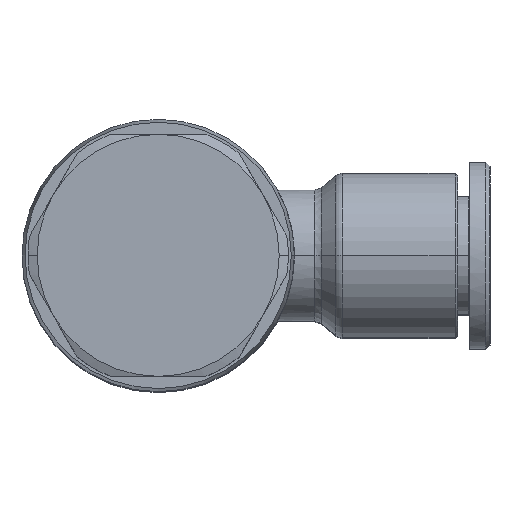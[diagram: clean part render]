
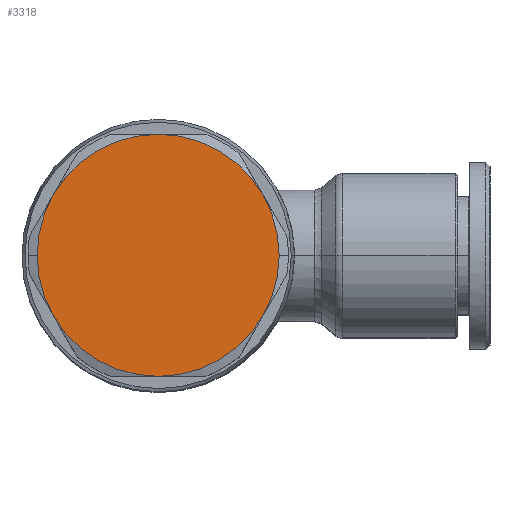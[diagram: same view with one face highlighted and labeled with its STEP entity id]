
A CAD part, top view. The second image highlights one B-rep face of the part: STEP entity #3318.
In plain terms, the highlighted planar face has unit normal (0, 0, 1).
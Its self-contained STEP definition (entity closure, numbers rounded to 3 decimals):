
#2242=CARTESIAN_POINT('',(-3.1,0.,16.));
#2243=VERTEX_POINT('',#2242);
#2250=CARTESIAN_POINT('',(-1.492,6.,16.));
#2251=VERTEX_POINT('',#2250);
#2252=CARTESIAN_POINT('',(8.9,0.,16.));
#2253=DIRECTION('',(0.0,0.0,1.0));
#2254=DIRECTION('',(1.0,0.0,0.0));
#2255=AXIS2_PLACEMENT_3D('',#2252,#2253,#2254);
#2256=CIRCLE('',#2255,12.);
#2257=EDGE_CURVE('',#2251,#2243,#2256,.T.);
#2281=CARTESIAN_POINT('',(20.9,0.,16.));
#2282=VERTEX_POINT('',#2281);
#2290=CARTESIAN_POINT('',(19.292,6.,16.));
#2291=VERTEX_POINT('',#2290);
#2305=CARTESIAN_POINT('',(8.9,0.,16.));
#2306=DIRECTION('',(0.0,0.0,1.0));
#2307=DIRECTION('',(1.0,0.0,0.0));
#2308=AXIS2_PLACEMENT_3D('',#2305,#2306,#2307);
#2309=CIRCLE('',#2308,12.);
#2310=EDGE_CURVE('',#2282,#2291,#2309,.T.);
#2732=CARTESIAN_POINT('',(8.9,12.,16.));
#2733=VERTEX_POINT('',#2732);
#2769=CARTESIAN_POINT('',(8.9,0.,16.));
#2770=DIRECTION('',(0.0,0.0,1.0));
#2771=DIRECTION('',(1.0,0.0,0.0));
#2772=AXIS2_PLACEMENT_3D('',#2769,#2770,#2771);
#2773=CIRCLE('',#2772,12.);
#2774=EDGE_CURVE('',#2733,#2251,#2773,.T.);
#2821=CARTESIAN_POINT('',(8.9,0.,16.));
#2822=DIRECTION('',(0.0,0.0,1.0));
#2823=DIRECTION('',(1.0,0.0,0.0));
#2824=AXIS2_PLACEMENT_3D('',#2821,#2822,#2823);
#2825=CIRCLE('',#2824,12.);
#2826=EDGE_CURVE('',#2291,#2733,#2825,.T.);
#2837=CARTESIAN_POINT('',(19.292,-6.,16.0));
#2838=VERTEX_POINT('',#2837);
#2839=CARTESIAN_POINT('',(8.9,0.,16.));
#2840=DIRECTION('',(0.0,0.0,1.0));
#2841=DIRECTION('',(1.0,0.0,0.0));
#2842=AXIS2_PLACEMENT_3D('',#2839,#2840,#2841);
#2843=CIRCLE('',#2842,12.);
#2844=EDGE_CURVE('',#2838,#2282,#2843,.T.);
#2891=CARTESIAN_POINT('',(8.9,-12.,16.0));
#2892=VERTEX_POINT('',#2891);
#2893=CARTESIAN_POINT('',(8.9,0.,16.));
#2894=DIRECTION('',(0.0,0.0,1.0));
#2895=DIRECTION('',(1.0,0.0,0.0));
#2896=AXIS2_PLACEMENT_3D('',#2893,#2894,#2895);
#2897=CIRCLE('',#2896,12.);
#2898=EDGE_CURVE('',#2892,#2838,#2897,.T.);
#2945=CARTESIAN_POINT('',(-1.492,-6.,16.));
#2946=VERTEX_POINT('',#2945);
#2947=CARTESIAN_POINT('',(8.9,0.,16.));
#2948=DIRECTION('',(0.0,0.0,1.0));
#2949=DIRECTION('',(1.0,0.0,0.0));
#2950=AXIS2_PLACEMENT_3D('',#2947,#2948,#2949);
#2951=CIRCLE('',#2950,12.);
#2952=EDGE_CURVE('',#2946,#2892,#2951,.T.);
#3007=CARTESIAN_POINT('',(8.9,0.,16.));
#3008=DIRECTION('',(0.0,0.0,1.0));
#3009=DIRECTION('',(1.0,0.0,0.0));
#3010=AXIS2_PLACEMENT_3D('',#3007,#3008,#3009);
#3011=CIRCLE('',#3010,12.);
#3012=EDGE_CURVE('',#2243,#2946,#3011,.T.);
#3303=CARTESIAN_POINT('',(8.9,0.,16.));
#3304=DIRECTION('',(0.0,0.0,1.0));
#3305=DIRECTION('',(1.0,0.0,0.0));
#3306=AXIS2_PLACEMENT_3D('',#3303,#3304,#3305);
#3307=PLANE('',#3306);
#3308=ORIENTED_EDGE('',*,*,#2257,.T.);
#3309=ORIENTED_EDGE('',*,*,#3012,.T.);
#3310=ORIENTED_EDGE('',*,*,#2952,.T.);
#3311=ORIENTED_EDGE('',*,*,#2898,.T.);
#3312=ORIENTED_EDGE('',*,*,#2844,.T.);
#3313=ORIENTED_EDGE('',*,*,#2310,.T.);
#3314=ORIENTED_EDGE('',*,*,#2826,.T.);
#3315=ORIENTED_EDGE('',*,*,#2774,.T.);
#3316=EDGE_LOOP('',(#3308,#3309,#3310,#3311,#3312,#3313,#3314,#3315));
#3317=FACE_OUTER_BOUND('',#3316,.T.);
#3318=ADVANCED_FACE('',(#3317),#3307,.T.);
